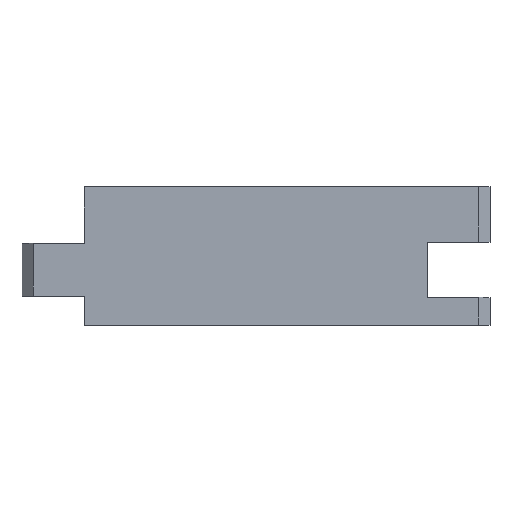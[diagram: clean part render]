
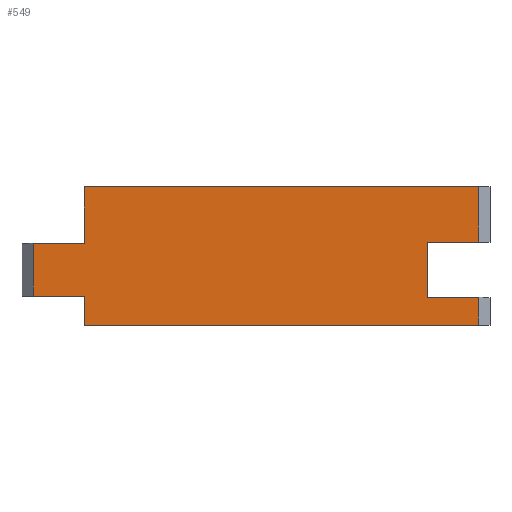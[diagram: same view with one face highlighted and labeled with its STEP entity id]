
A CAD part, top view. The second image highlights one B-rep face of the part: STEP entity #549.
In plain terms, the highlighted planar face has unit normal (0, 0, 1).
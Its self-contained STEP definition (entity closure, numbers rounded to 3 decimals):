
#10 = LINE ( 'NONE', #880, #575 ) ;
#20 = VERTEX_POINT ( 'NONE', #378 ) ;
#40 = CARTESIAN_POINT ( 'NONE',  ( -32.2, 1.8, 7.6 ) ) ;
#80 = DIRECTION ( 'NONE',  ( 0., 1., 0. ) ) ;
#96 = VERTEX_POINT ( 'NONE', #730 ) ;
#105 = ORIENTED_EDGE ( 'NONE', *, *, #228, .T. ) ;
#135 = CARTESIAN_POINT ( 'NONE',  ( 33.8, -6., 7.6 ) ) ;
#137 = CARTESIAN_POINT ( 'NONE',  ( 0., 0., 7.6 ) ) ;
#145 = LINE ( 'NONE', #737, #792 ) ;
#159 = DIRECTION ( 'NONE',  ( 0., -1., 0. ) ) ;
#164 = DIRECTION ( 'NONE',  ( -1., 0., 0. ) ) ;
#170 = VERTEX_POINT ( 'NONE', #562 ) ;
#174 = DIRECTION ( 'NONE',  ( -1., 0., 0. ) ) ;
#179 = ORIENTED_EDGE ( 'NONE', *, *, #503, .T. ) ;
#188 = DIRECTION ( 'NONE',  ( 0., 1., 0. ) ) ;
#196 = EDGE_LOOP ( 'NONE', ( #590, #105, #216, #367, #179, #384, #320, #935, #1058, #887, #802, #1018 ) ) ;
#214 = DIRECTION ( 'NONE',  ( -1., 0., 0. ) ) ;
#216 = ORIENTED_EDGE ( 'NONE', *, *, #604, .T. ) ;
#220 = VECTOR ( 'NONE', #164, 1000. ) ;
#228 = EDGE_CURVE ( 'NONE', #946, #921, #998, .T. ) ;
#273 = EDGE_CURVE ( 'NONE', #20, #430, #429, .T. ) ;
#279 = CARTESIAN_POINT ( 'NONE',  ( 24.8, -6., 7.6 ) ) ;
#298 = CARTESIAN_POINT ( 'NONE',  ( -33.8, -5.8, 7.6 ) ) ;
#311 = VERTEX_POINT ( 'NONE', #766 ) ;
#312 = DIRECTION ( 'NONE',  ( 0., -1., 0. ) ) ;
#320 = ORIENTED_EDGE ( 'NONE', *, *, #975, .T. ) ;
#332 = CARTESIAN_POINT ( 'NONE',  ( 44.834, 2., 7.6 ) ) ;
#335 = VECTOR ( 'NONE', #820, 1000. ) ;
#363 = EDGE_CURVE ( 'NONE', #773, #1033, #10, .T. ) ;
#367 = ORIENTED_EDGE ( 'NONE', *, *, #517, .T. ) ;
#378 = CARTESIAN_POINT ( 'NONE',  ( 32.2, 10., 7.6 ) ) ;
#384 = ORIENTED_EDGE ( 'NONE', *, *, #780, .T. ) ;
#411 = LINE ( 'NONE', #332, #220 ) ;
#429 = LINE ( 'NONE', #919, #1017 ) ;
#430 = VERTEX_POINT ( 'NONE', #1032 ) ;
#469 = CARTESIAN_POINT ( 'NONE',  ( -24.8, -10., 7.6 ) ) ;
#473 = VECTOR ( 'NONE', #484, 1000. ) ;
#480 = CARTESIAN_POINT ( 'NONE',  ( -24.8, -10., 7.6 ) ) ;
#484 = DIRECTION ( 'NONE',  ( 0., -1., 0. ) ) ;
#499 = LINE ( 'NONE', #764, #558 ) ;
#503 = EDGE_CURVE ( 'NONE', #644, #1051, #145, .T. ) ;
#517 = EDGE_CURVE ( 'NONE', #311, #644, #636, .T. ) ;
#548 = DIRECTION ( 'NONE',  ( 1., 0., 0. ) ) ;
#549 = ADVANCED_FACE ( 'NONE', ( #978 ), #566, .F. ) ;
#558 = VECTOR ( 'NONE', #80, 1000. ) ;
#561 = DIRECTION ( 'NONE',  ( 1., 0., 0. ) ) ;
#562 = CARTESIAN_POINT ( 'NONE',  ( -24.8, 1.8, 7.6 ) ) ;
#566 = PLANE ( 'NONE',  #1055 ) ;
#571 = LINE ( 'NONE', #298, #794 ) ;
#575 = VECTOR ( 'NONE', #188, 1000. ) ;
#576 = VECTOR ( 'NONE', #312, 1000. ) ;
#590 = ORIENTED_EDGE ( 'NONE', *, *, #734, .F. ) ;
#594 = LINE ( 'NONE', #754, #742 ) ;
#604 = EDGE_CURVE ( 'NONE', #921, #311, #571, .T. ) ;
#619 = EDGE_CURVE ( 'NONE', #735, #1033, #411, .T. ) ;
#636 = LINE ( 'NONE', #469, #473 ) ;
#644 = VERTEX_POINT ( 'NONE', #760 ) ;
#661 = CARTESIAN_POINT ( 'NONE',  ( 24.8, 2., 7.6 ) ) ;
#688 = VECTOR ( 'NONE', #798, 1000. ) ;
#697 = EDGE_CURVE ( 'NONE', #735, #20, #499, .T. ) ;
#707 = CARTESIAN_POINT ( 'NONE',  ( 32.2, -10., 7.6 ) ) ;
#730 = CARTESIAN_POINT ( 'NONE',  ( 32.2, -6., 7.6 ) ) ;
#734 = EDGE_CURVE ( 'NONE', #946, #170, #594, .T. ) ;
#735 = VERTEX_POINT ( 'NONE', #1003 ) ;
#737 = CARTESIAN_POINT ( 'NONE',  ( -24.8, -10., 7.6 ) ) ;
#742 = VECTOR ( 'NONE', #853, 1000. ) ;
#748 = LINE ( 'NONE', #480, #576 ) ;
#754 = CARTESIAN_POINT ( 'NONE',  ( -33.8, 1.8, 7.6 ) ) ;
#760 = CARTESIAN_POINT ( 'NONE',  ( -24.8, -10., 7.6 ) ) ;
#764 = CARTESIAN_POINT ( 'NONE',  ( 32.2, 0., 7.6 ) ) ;
#766 = CARTESIAN_POINT ( 'NONE',  ( -24.8, -5.8, 7.6 ) ) ;
#773 = VERTEX_POINT ( 'NONE', #279 ) ;
#780 = EDGE_CURVE ( 'NONE', #1051, #96, #790, .T. ) ;
#790 = LINE ( 'NONE', #951, #688 ) ;
#792 = VECTOR ( 'NONE', #561, 1000. ) ;
#794 = VECTOR ( 'NONE', #548, 1000. ) ;
#798 = DIRECTION ( 'NONE',  ( 0., 1., 0. ) ) ;
#802 = ORIENTED_EDGE ( 'NONE', *, *, #273, .T. ) ;
#820 = DIRECTION ( 'NONE',  ( -1., 0., 0. ) ) ;
#822 = DIRECTION ( 'NONE',  ( 0., 0., -1. ) ) ;
#853 = DIRECTION ( 'NONE',  ( 1., 0., 0. ) ) ;
#880 = CARTESIAN_POINT ( 'NONE',  ( 24.8, -10., 7.6 ) ) ;
#887 = ORIENTED_EDGE ( 'NONE', *, *, #697, .T. ) ;
#902 = LINE ( 'NONE', #135, #335 ) ;
#919 = CARTESIAN_POINT ( 'NONE',  ( -24.8, 10., 7.6 ) ) ;
#921 = VERTEX_POINT ( 'NONE', #1064 ) ;
#935 = ORIENTED_EDGE ( 'NONE', *, *, #363, .T. ) ;
#946 = VERTEX_POINT ( 'NONE', #40 ) ;
#951 = CARTESIAN_POINT ( 'NONE',  ( 32.2, 0., 7.6 ) ) ;
#966 = EDGE_CURVE ( 'NONE', #430, #170, #748, .T. ) ;
#975 = EDGE_CURVE ( 'NONE', #96, #773, #902, .T. ) ;
#978 = FACE_OUTER_BOUND ( 'NONE', #196, .T. ) ;
#998 = LINE ( 'NONE', #1004, #1069 ) ;
#1003 = CARTESIAN_POINT ( 'NONE',  ( 32.2, 2., 7.6 ) ) ;
#1004 = CARTESIAN_POINT ( 'NONE',  ( -32.2, 0., 7.6 ) ) ;
#1017 = VECTOR ( 'NONE', #174, 1000. ) ;
#1018 = ORIENTED_EDGE ( 'NONE', *, *, #966, .T. ) ;
#1032 = CARTESIAN_POINT ( 'NONE',  ( -24.8, 10., 7.6 ) ) ;
#1033 = VERTEX_POINT ( 'NONE', #661 ) ;
#1051 = VERTEX_POINT ( 'NONE', #707 ) ;
#1055 = AXIS2_PLACEMENT_3D ( 'NONE', #137, #822, #214 ) ;
#1058 = ORIENTED_EDGE ( 'NONE', *, *, #619, .F. ) ;
#1064 = CARTESIAN_POINT ( 'NONE',  ( -32.2, -5.8, 7.6 ) ) ;
#1069 = VECTOR ( 'NONE', #159, 1000. ) ;
